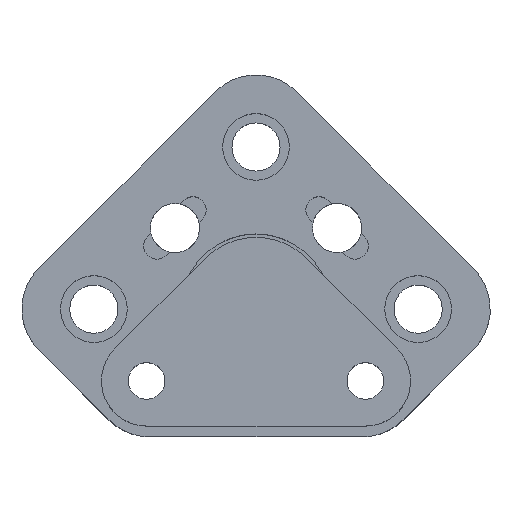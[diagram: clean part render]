
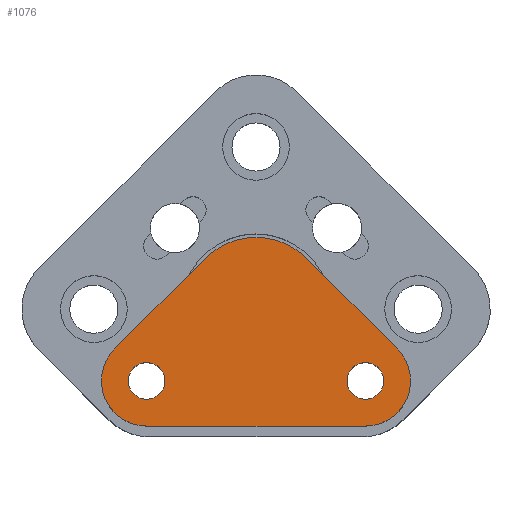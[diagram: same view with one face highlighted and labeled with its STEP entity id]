
A CAD part, top view. The second image highlights one B-rep face of the part: STEP entity #1076.
In plain terms, the highlighted planar face has unit normal (0, 0, 1).
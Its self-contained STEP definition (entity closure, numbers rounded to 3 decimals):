
#39=FACE_BOUND('',#216,.T.);
#40=FACE_BOUND('',#217,.T.);
#73=PLANE('',#1217);
#133=FACE_OUTER_BOUND('',#215,.T.);
#215=EDGE_LOOP('',(#972,#973,#974,#975,#976,#977));
#216=EDGE_LOOP('',(#978));
#217=EDGE_LOOP('',(#979));
#293=LINE('',#1829,#374);
#297=LINE('',#1841,#378);
#301=LINE('',#1853,#382);
#374=VECTOR('',#1518,10.);
#378=VECTOR('',#1530,10.);
#382=VECTOR('',#1542,10.);
#440=CIRCLE('',#1200,1.6);
#442=CIRCLE('',#1203,1.6);
#445=CIRCLE('',#1208,6.25);
#447=CIRCLE('',#1212,3.939);
#449=CIRCLE('',#1216,3.939);
#532=VERTEX_POINT('',#1811);
#534=VERTEX_POINT('',#1817);
#538=VERTEX_POINT('',#1826);
#539=VERTEX_POINT('',#1828);
#541=VERTEX_POINT('',#1834);
#543=VERTEX_POINT('',#1840);
#545=VERTEX_POINT('',#1846);
#547=VERTEX_POINT('',#1852);
#671=EDGE_CURVE('',#532,#532,#440,.T.);
#674=EDGE_CURVE('',#534,#534,#442,.T.);
#679=EDGE_CURVE('',#539,#538,#293,.T.);
#682=EDGE_CURVE('',#541,#539,#445,.T.);
#685=EDGE_CURVE('',#543,#541,#297,.T.);
#688=EDGE_CURVE('',#545,#543,#447,.T.);
#691=EDGE_CURVE('',#547,#545,#301,.T.);
#694=EDGE_CURVE('',#538,#547,#449,.T.);
#972=ORIENTED_EDGE('',*,*,#694,.T.);
#973=ORIENTED_EDGE('',*,*,#691,.T.);
#974=ORIENTED_EDGE('',*,*,#688,.T.);
#975=ORIENTED_EDGE('',*,*,#685,.T.);
#976=ORIENTED_EDGE('',*,*,#682,.T.);
#977=ORIENTED_EDGE('',*,*,#679,.T.);
#978=ORIENTED_EDGE('',*,*,#674,.T.);
#979=ORIENTED_EDGE('',*,*,#671,.T.);
#1076=ADVANCED_FACE('',(#133,#39,#40),#73,.T.);
#1200=AXIS2_PLACEMENT_3D('',#1812,#1502,#1503);
#1203=AXIS2_PLACEMENT_3D('',#1818,#1509,#1510);
#1208=AXIS2_PLACEMENT_3D('',#1835,#1524,#1525);
#1212=AXIS2_PLACEMENT_3D('',#1847,#1536,#1537);
#1216=AXIS2_PLACEMENT_3D('',#1857,#1548,#1549);
#1217=AXIS2_PLACEMENT_3D('',#1858,#1550,#1551);
#1502=DIRECTION('center_axis',(0.,0.,-1.));
#1503=DIRECTION('ref_axis',(1.,0.,0.));
#1509=DIRECTION('center_axis',(0.,0.,-1.));
#1510=DIRECTION('ref_axis',(1.,0.,0.));
#1518=DIRECTION('',(-0.707,-0.707,0.));
#1524=DIRECTION('center_axis',(0.,0.,1.));
#1525=DIRECTION('ref_axis',(1.,0.,0.));
#1530=DIRECTION('',(-0.707,0.707,0.));
#1536=DIRECTION('center_axis',(0.,0.,1.));
#1537=DIRECTION('ref_axis',(1.,0.,0.));
#1542=DIRECTION('',(1.,0.,0.));
#1548=DIRECTION('center_axis',(0.,0.,1.));
#1549=DIRECTION('ref_axis',(1.,0.,0.));
#1550=DIRECTION('center_axis',(0.,0.,1.));
#1551=DIRECTION('ref_axis',(1.,0.,0.));
#1811=CARTESIAN_POINT('',(7.942,-6.273,3.));
#1812=CARTESIAN_POINT('Origin',(9.542,-6.273,3.));
#1817=CARTESIAN_POINT('',(-11.142,-6.273,3.));
#1818=CARTESIAN_POINT('Origin',(-9.542,-6.273,3.));
#1826=CARTESIAN_POINT('',(-12.327,-3.488,3.));
#1828=CARTESIAN_POINT('',(-4.419,4.419,3.));
#1829=CARTESIAN_POINT('',(-12.327,-3.488,3.));
#1834=CARTESIAN_POINT('',(4.419,4.419,3.));
#1835=CARTESIAN_POINT('Origin',(0.,0.,3.));
#1840=CARTESIAN_POINT('',(12.327,-3.488,3.));
#1841=CARTESIAN_POINT('',(12.327,-3.488,3.));
#1846=CARTESIAN_POINT('',(9.542,-10.212,3.));
#1847=CARTESIAN_POINT('Origin',(9.542,-6.273,3.));
#1852=CARTESIAN_POINT('',(-9.542,-10.212,3.));
#1853=CARTESIAN_POINT('',(-9.542,-10.212,3.));
#1857=CARTESIAN_POINT('Origin',(-9.542,-6.273,3.));
#1858=CARTESIAN_POINT('Origin',(0.,-1.981,3.));
